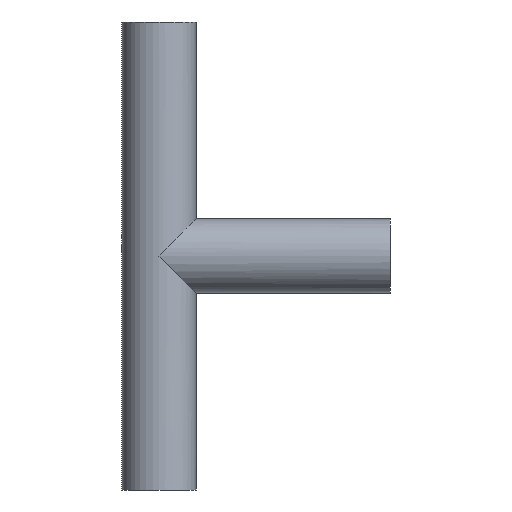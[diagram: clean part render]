
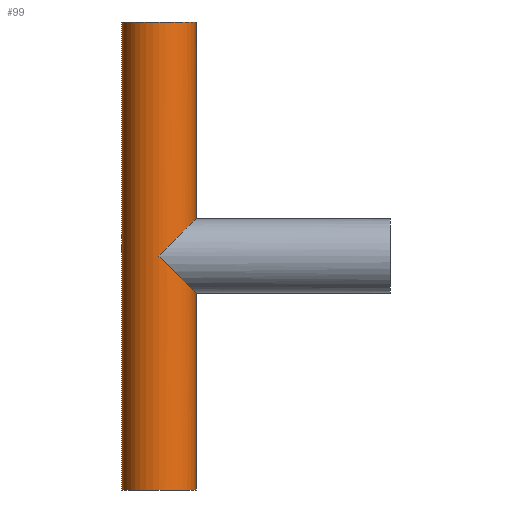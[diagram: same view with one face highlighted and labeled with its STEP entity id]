
A CAD part, front view. The second image highlights one B-rep face of the part: STEP entity #99.
In plain terms, the highlighted cylindrical face has radius 12.5 mm (diameter 25 mm), a partial arc.
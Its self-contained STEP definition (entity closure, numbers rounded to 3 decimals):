
#14 = CARTESIAN_POINT ( 'NONE',  ( -12.5, 0., -79. ) ) ;
#22 = CARTESIAN_POINT ( 'NONE',  ( 12.5, 0., 79. ) ) ;
#24 = ORIENTED_EDGE ( 'NONE', *, *, #429, .F. ) ;
#33 = VECTOR ( 'NONE', #58, 1000. ) ;
#38 = VERTEX_POINT ( 'NONE', #95 ) ;
#41 = EDGE_CURVE ( 'NONE', #64, #386, #167, .T. ) ;
#43 = CARTESIAN_POINT ( 'NONE',  ( 0., -12.5, 0. ) ) ;
#44 = DIRECTION ( 'NONE',  ( 0., 0., -1. ) ) ;
#52 = CARTESIAN_POINT ( 'NONE',  ( 12.5, 0., 79. ) ) ;
#54 = DIRECTION ( 'NONE',  ( 0., 0., -1. ) ) ;
#58 = DIRECTION ( 'NONE',  ( 0., 0., -1. ) ) ;
#63 = AXIS2_PLACEMENT_3D ( 'NONE', #237, #387, #421 ) ;
#64 = VERTEX_POINT ( 'NONE', #14 ) ;
#74 = CARTESIAN_POINT ( 'NONE',  ( 12.5, -7.322, -12.5 ) ) ;
#94 = ORIENTED_EDGE ( 'NONE', *, *, #346, .T. ) ;
#95 = CARTESIAN_POINT ( 'NONE',  ( -12.5, 0., 79. ) ) ;
#96 = VERTEX_POINT ( 'NONE', #101 ) ;
#98 = VERTEX_POINT ( 'NONE', #433 ) ;
#99 = ADVANCED_FACE ( 'NONE', ( #245 ), #243, .T. ) ;
#101 = CARTESIAN_POINT ( 'NONE',  ( 12.5, 0., 12.5 ) ) ;
#107 = CARTESIAN_POINT ( 'NONE',  ( 7.322, -12.5, -7.322 ) ) ;
#114 = CARTESIAN_POINT ( 'NONE',  ( 12.5, 0., -12.5 ) ) ;
#119 = CARTESIAN_POINT ( 'NONE',  ( 0., -12.5, 0. ) ) ;
#124 = EDGE_CURVE ( 'NONE', #96, #261, #246, .T. ) ;
#139 = VECTOR ( 'NONE', #224, 1000. ) ;
#142 = CARTESIAN_POINT ( 'NONE',  ( 7.322, -12.5, 7.322 ) ) ;
#154 = EDGE_LOOP ( 'NONE', ( #355, #24, #94, #202, #197, #294, #312 ) ) ;
#156 = CARTESIAN_POINT ( 'NONE',  ( 12.5, 0., -79. ) ) ;
#161 = LINE ( 'NONE', #379, #33 ) ;
#167 = CIRCLE ( 'NONE', #63, 12.5 ) ;
#179 = VECTOR ( 'NONE', #54, 1000. ) ;
#191 = CARTESIAN_POINT ( 'NONE',  ( 0., 0., 79. ) ) ;
#196 =( BOUNDED_CURVE ( )  B_SPLINE_CURVE ( 3, ( #291, #107, #74, #254 ),
 .UNSPECIFIED., .F., .F. ) 
 B_SPLINE_CURVE_WITH_KNOTS ( ( 4, 4 ),
 ( 4.712, 6.283 ),
 .UNSPECIFIED. ) 
 CURVE ( )  GEOMETRIC_REPRESENTATION_ITEM ( )  RATIONAL_B_SPLINE_CURVE ( ( 1., 0.805, 0.805, 1. ) ) 
 REPRESENTATION_ITEM ( '' )  );
#197 = ORIENTED_EDGE ( 'NONE', *, *, #389, .F. ) ;
#202 = ORIENTED_EDGE ( 'NONE', *, *, #41, .T. ) ;
#206 = EDGE_CURVE ( 'NONE', #261, #257, #196, .T. ) ;
#224 = DIRECTION ( 'NONE',  ( 0., 0., -1. ) ) ;
#237 = CARTESIAN_POINT ( 'NONE',  ( 0., 0., -79. ) ) ;
#243 = CYLINDRICAL_SURFACE ( 'NONE', #298, 12.5 ) ;
#244 = CARTESIAN_POINT ( 'NONE',  ( 0., 0., 79. ) ) ;
#245 = FACE_OUTER_BOUND ( 'NONE', #154, .T. ) ;
#246 =( BOUNDED_CURVE ( )  B_SPLINE_CURVE ( 3, ( #288, #287, #142, #43 ),
 .UNSPECIFIED., .F., .F. ) 
 B_SPLINE_CURVE_WITH_KNOTS ( ( 4, 4 ),
 ( 3.142, 4.712 ),
 .UNSPECIFIED. ) 
 CURVE ( )  GEOMETRIC_REPRESENTATION_ITEM ( )  RATIONAL_B_SPLINE_CURVE ( ( 1., 0.805, 0.805, 1. ) ) 
 REPRESENTATION_ITEM ( '' )  );
#253 = DIRECTION ( 'NONE',  ( -1., 0., 0. ) ) ;
#254 = CARTESIAN_POINT ( 'NONE',  ( 12.5, 0., -12.5 ) ) ;
#257 = VERTEX_POINT ( 'NONE', #114 ) ;
#261 = VERTEX_POINT ( 'NONE', #119 ) ;
#287 = CARTESIAN_POINT ( 'NONE',  ( 12.5, -7.322, 12.5 ) ) ;
#288 = CARTESIAN_POINT ( 'NONE',  ( 12.5, 0., 12.5 ) ) ;
#291 = CARTESIAN_POINT ( 'NONE',  ( 0., -12.5, 0. ) ) ;
#294 = ORIENTED_EDGE ( 'NONE', *, *, #206, .F. ) ;
#298 = AXIS2_PLACEMENT_3D ( 'NONE', #244, #44, #253 ) ;
#303 = LINE ( 'NONE', #52, #179 ) ;
#312 = ORIENTED_EDGE ( 'NONE', *, *, #124, .F. ) ;
#317 = AXIS2_PLACEMENT_3D ( 'NONE', #191, #372, #339 ) ;
#339 = DIRECTION ( 'NONE',  ( 1., 0., 0. ) ) ;
#346 = EDGE_CURVE ( 'NONE', #38, #64, #161, .T. ) ;
#355 = ORIENTED_EDGE ( 'NONE', *, *, #422, .F. ) ;
#372 = DIRECTION ( 'NONE',  ( 0., 0., 1. ) ) ;
#379 = CARTESIAN_POINT ( 'NONE',  ( -12.5, 0., 79. ) ) ;
#386 = VERTEX_POINT ( 'NONE', #156 ) ;
#387 = DIRECTION ( 'NONE',  ( 0., 0., 1. ) ) ;
#389 = EDGE_CURVE ( 'NONE', #257, #386, #408, .T. ) ;
#408 = LINE ( 'NONE', #22, #139 ) ;
#421 = DIRECTION ( 'NONE',  ( 1., 0., 0. ) ) ;
#422 = EDGE_CURVE ( 'NONE', #98, #96, #303, .T. ) ;
#429 = EDGE_CURVE ( 'NONE', #38, #98, #440, .T. ) ;
#433 = CARTESIAN_POINT ( 'NONE',  ( 12.5, 0., 79. ) ) ;
#440 = CIRCLE ( 'NONE', #317, 12.5 ) ;
